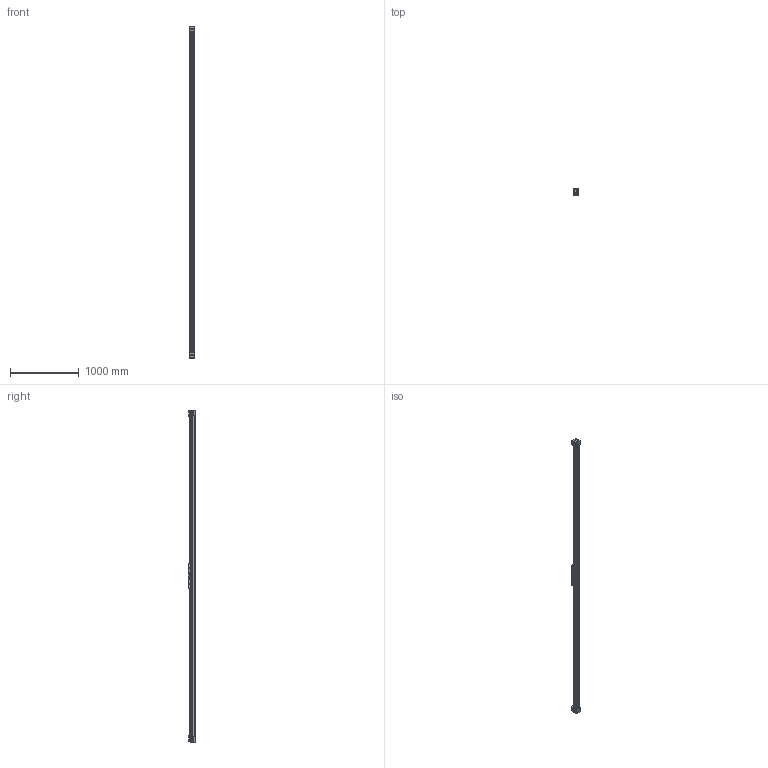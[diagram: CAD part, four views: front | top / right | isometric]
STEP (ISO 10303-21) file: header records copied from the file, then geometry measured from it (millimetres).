
FILE_DESCRIPTION (( 'STEP AP214' ), '1' );
FILE_NAME ('BLM60-4300-4836_Bondy.STEP', '2023-03-14T13:38:39', ( '' ), ( '' ), 'SwSTEP 2.0', 'SolidWorks 2023', '' );
FILE_SCHEMA (( 'AUTOMOTIVE_DESIGN' ));
Length unit declared in the file: millimetre
Products named in the file (1): BLM60-4300-4836_Bondy
Bounding box: 80 x 104 x 4836 mm (x, y, z)
Volume: 16603795.1 mm3; surface area: 3309245.1 mm2
Topology: 118 solids, 118 shells, 8171 faces, 23228 edges, 15276 vertices
Faces by surface type: plane 4741, cylinder 3062, torus 176, sphere 116, cone 52, bspline 24
Entity records: 359697 total; most frequent: CARTESIAN_POINT 51206, ORIENTED_EDGE 45752, DIRECTION 45654, EDGE_CURVE 22876, VECTOR 16062, LINE 16062, VERTEX_POINT 15164, AXIS2_PLACEMENT_3D 14796
